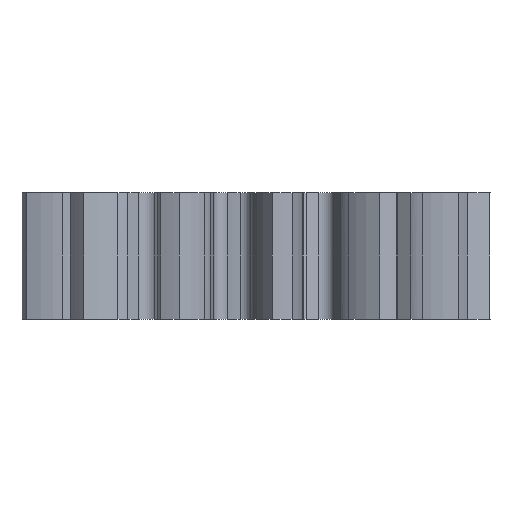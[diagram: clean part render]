
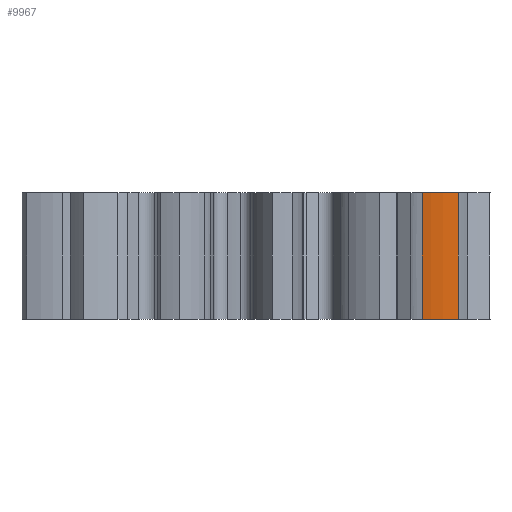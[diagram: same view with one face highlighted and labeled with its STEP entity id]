
A CAD part, front view. The second image highlights one B-rep face of the part: STEP entity #9967.
In plain terms, the highlighted face is a extrusion surface.
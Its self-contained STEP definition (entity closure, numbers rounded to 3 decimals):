
#72 = PLANE('',#73);
#73 = AXIS2_PLACEMENT_3D('',#74,#75,#76);
#74 = CARTESIAN_POINT('',(0.,0.,3.));
#75 = DIRECTION('',(0.,0.,1.));
#76 = DIRECTION('',(1.,0.,0.));
#129 = PLANE('',#130);
#130 = AXIS2_PLACEMENT_3D('',#131,#132,#133);
#131 = CARTESIAN_POINT('',(0.,0.,0.));
#132 = DIRECTION('',(0.,0.,1.));
#133 = DIRECTION('',(1.,0.,0.));
#9849 = SURFACE_OF_LINEAR_EXTRUSION('',#9850,#9855);
#9850 = B_SPLINE_CURVE_WITH_KNOTS('',3,(#9851,#9852,#9853,#9854),
  .UNSPECIFIED.,.F.,.F.,(4,4),(0.,1.),.PIECEWISE_BEZIER_KNOTS.);
#9851 = CARTESIAN_POINT('',(3.741,-2.665,0.));
#9852 = CARTESIAN_POINT('',(3.768,-2.681,0.));
#9853 = CARTESIAN_POINT('',(3.851,-2.727,0.));
#9854 = CARTESIAN_POINT('',(4.009,-2.769,0.));
#9855 = VECTOR('',#9856,1.);
#9856 = DIRECTION('',(-0.,-0.,-1.));
#9890 = VERTEX_POINT('',#9891);
#9891 = CARTESIAN_POINT('',(4.009,-2.769,3.));
#9914 = EDGE_CURVE('',#9915,#9890,#9917,.T.);
#9915 = VERTEX_POINT('',#9916);
#9916 = CARTESIAN_POINT('',(4.009,-2.769,0.));
#9917 = SURFACE_CURVE('',#9918,(#9922,#9929),.PCURVE_S1.);
#9918 = LINE('',#9919,#9920);
#9919 = CARTESIAN_POINT('',(4.009,-2.769,0.));
#9920 = VECTOR('',#9921,1.);
#9921 = DIRECTION('',(0.,0.,1.));
#9922 = PCURVE('',#9849,#9923);
#9923 = DEFINITIONAL_REPRESENTATION('',(#9924),#9928);
#9924 = LINE('',#9925,#9926);
#9925 = CARTESIAN_POINT('',(1.,0.));
#9926 = VECTOR('',#9927,1.);
#9927 = DIRECTION('',(0.,-1.));
#9928 = ( GEOMETRIC_REPRESENTATION_CONTEXT(2) 
PARAMETRIC_REPRESENTATION_CONTEXT() REPRESENTATION_CONTEXT('2D SPACE',''
  ) );
#9929 = PCURVE('',#9930,#9938);
#9930 = SURFACE_OF_LINEAR_EXTRUSION('',#9931,#9936);
#9931 = B_SPLINE_CURVE_WITH_KNOTS('',3,(#9932,#9933,#9934,#9935),
  .UNSPECIFIED.,.F.,.F.,(4,4),(0.,1.),.PIECEWISE_BEZIER_KNOTS.);
#9932 = CARTESIAN_POINT('',(4.009,-2.769,0.));
#9933 = CARTESIAN_POINT('',(4.197,-2.818,0.));
#9934 = CARTESIAN_POINT('',(4.481,-2.858,0.));
#9935 = CARTESIAN_POINT('',(4.867,-2.822,0.));
#9936 = VECTOR('',#9937,1.);
#9937 = DIRECTION('',(-0.,-0.,-1.));
#9938 = DEFINITIONAL_REPRESENTATION('',(#9939),#9943);
#9939 = LINE('',#9940,#9941);
#9940 = CARTESIAN_POINT('',(0.,0.));
#9941 = VECTOR('',#9942,1.);
#9942 = DIRECTION('',(0.,-1.));
#9943 = ( GEOMETRIC_REPRESENTATION_CONTEXT(2) 
PARAMETRIC_REPRESENTATION_CONTEXT() REPRESENTATION_CONTEXT('2D SPACE',''
  ) );
#9967 = ADVANCED_FACE('',(#9968),#9930,.F.);
#9968 = FACE_BOUND('',#9969,.F.);
#9969 = EDGE_LOOP('',(#9970,#9971,#9996,#10024));
#9970 = ORIENTED_EDGE('',*,*,#9914,.T.);
#9971 = ORIENTED_EDGE('',*,*,#9972,.T.);
#9972 = EDGE_CURVE('',#9890,#9973,#9975,.T.);
#9973 = VERTEX_POINT('',#9974);
#9974 = CARTESIAN_POINT('',(4.867,-2.822,3.));
#9975 = SURFACE_CURVE('',#9976,(#9981,#9988),.PCURVE_S1.);
#9976 = B_SPLINE_CURVE_WITH_KNOTS('',3,(#9977,#9978,#9979,#9980),
  .UNSPECIFIED.,.F.,.F.,(4,4),(0.,1.),.PIECEWISE_BEZIER_KNOTS.);
#9977 = CARTESIAN_POINT('',(4.009,-2.769,3.));
#9978 = CARTESIAN_POINT('',(4.197,-2.818,3.));
#9979 = CARTESIAN_POINT('',(4.481,-2.858,3.));
#9980 = CARTESIAN_POINT('',(4.867,-2.822,3.));
#9981 = PCURVE('',#9930,#9982);
#9982 = DEFINITIONAL_REPRESENTATION('',(#9983),#9987);
#9983 = LINE('',#9984,#9985);
#9984 = CARTESIAN_POINT('',(0.,-3.));
#9985 = VECTOR('',#9986,1.);
#9986 = DIRECTION('',(1.,0.));
#9987 = ( GEOMETRIC_REPRESENTATION_CONTEXT(2) 
PARAMETRIC_REPRESENTATION_CONTEXT() REPRESENTATION_CONTEXT('2D SPACE',''
  ) );
#9988 = PCURVE('',#72,#9989);
#9989 = DEFINITIONAL_REPRESENTATION('',(#9990),#9995);
#9990 = B_SPLINE_CURVE_WITH_KNOTS('',3,(#9991,#9992,#9993,#9994),
  .UNSPECIFIED.,.F.,.F.,(4,4),(0.,1.),.PIECEWISE_BEZIER_KNOTS.);
#9991 = CARTESIAN_POINT('',(4.009,-2.769));
#9992 = CARTESIAN_POINT('',(4.197,-2.818));
#9993 = CARTESIAN_POINT('',(4.481,-2.858));
#9994 = CARTESIAN_POINT('',(4.867,-2.822));
#9995 = ( GEOMETRIC_REPRESENTATION_CONTEXT(2) 
PARAMETRIC_REPRESENTATION_CONTEXT() REPRESENTATION_CONTEXT('2D SPACE',''
  ) );
#9996 = ORIENTED_EDGE('',*,*,#9997,.F.);
#9997 = EDGE_CURVE('',#9998,#9973,#10000,.T.);
#9998 = VERTEX_POINT('',#9999);
#9999 = CARTESIAN_POINT('',(4.867,-2.822,0.));
#10000 = SURFACE_CURVE('',#10001,(#10005,#10012),.PCURVE_S1.);
#10001 = LINE('',#10002,#10003);
#10002 = CARTESIAN_POINT('',(4.867,-2.822,0.));
#10003 = VECTOR('',#10004,1.);
#10004 = DIRECTION('',(0.,0.,1.));
#10005 = PCURVE('',#9930,#10006);
#10006 = DEFINITIONAL_REPRESENTATION('',(#10007),#10011);
#10007 = LINE('',#10008,#10009);
#10008 = CARTESIAN_POINT('',(1.,0.));
#10009 = VECTOR('',#10010,1.);
#10010 = DIRECTION('',(0.,-1.));
#10011 = ( GEOMETRIC_REPRESENTATION_CONTEXT(2) 
PARAMETRIC_REPRESENTATION_CONTEXT() REPRESENTATION_CONTEXT('2D SPACE',''
  ) );
#10012 = PCURVE('',#10013,#10018);
#10013 = CYLINDRICAL_SURFACE('',#10014,5.625);
#10014 = AXIS2_PLACEMENT_3D('',#10015,#10016,#10017);
#10015 = CARTESIAN_POINT('',(0.001,0.,0.));
#10016 = DIRECTION('',(0.,0.,-1.));
#10017 = DIRECTION('',(0.865,-0.502,0.));
#10018 = DEFINITIONAL_REPRESENTATION('',(#10019),#10023);
#10019 = LINE('',#10020,#10021);
#10020 = CARTESIAN_POINT('',(-0.,0.));
#10021 = VECTOR('',#10022,1.);
#10022 = DIRECTION('',(-0.,-1.));
#10023 = ( GEOMETRIC_REPRESENTATION_CONTEXT(2) 
PARAMETRIC_REPRESENTATION_CONTEXT() REPRESENTATION_CONTEXT('2D SPACE',''
  ) );
#10024 = ORIENTED_EDGE('',*,*,#10025,.F.);
#10025 = EDGE_CURVE('',#9915,#9998,#10026,.T.);
#10026 = SURFACE_CURVE('',#10027,(#10032,#10039),.PCURVE_S1.);
#10027 = B_SPLINE_CURVE_WITH_KNOTS('',3,(#10028,#10029,#10030,#10031),
  .UNSPECIFIED.,.F.,.F.,(4,4),(0.,1.),.PIECEWISE_BEZIER_KNOTS.);
#10028 = CARTESIAN_POINT('',(4.009,-2.769,0.));
#10029 = CARTESIAN_POINT('',(4.197,-2.818,0.));
#10030 = CARTESIAN_POINT('',(4.481,-2.858,0.));
#10031 = CARTESIAN_POINT('',(4.867,-2.822,0.));
#10032 = PCURVE('',#9930,#10033);
#10033 = DEFINITIONAL_REPRESENTATION('',(#10034),#10038);
#10034 = LINE('',#10035,#10036);
#10035 = CARTESIAN_POINT('',(0.,0.));
#10036 = VECTOR('',#10037,1.);
#10037 = DIRECTION('',(1.,0.));
#10038 = ( GEOMETRIC_REPRESENTATION_CONTEXT(2) 
PARAMETRIC_REPRESENTATION_CONTEXT() REPRESENTATION_CONTEXT('2D SPACE',''
  ) );
#10039 = PCURVE('',#129,#10040);
#10040 = DEFINITIONAL_REPRESENTATION('',(#10041),#10046);
#10041 = B_SPLINE_CURVE_WITH_KNOTS('',3,(#10042,#10043,#10044,#10045),
  .UNSPECIFIED.,.F.,.F.,(4,4),(0.,1.),.PIECEWISE_BEZIER_KNOTS.);
#10042 = CARTESIAN_POINT('',(4.009,-2.769));
#10043 = CARTESIAN_POINT('',(4.197,-2.818));
#10044 = CARTESIAN_POINT('',(4.481,-2.858));
#10045 = CARTESIAN_POINT('',(4.867,-2.822));
#10046 = ( GEOMETRIC_REPRESENTATION_CONTEXT(2) 
PARAMETRIC_REPRESENTATION_CONTEXT() REPRESENTATION_CONTEXT('2D SPACE',''
  ) );
